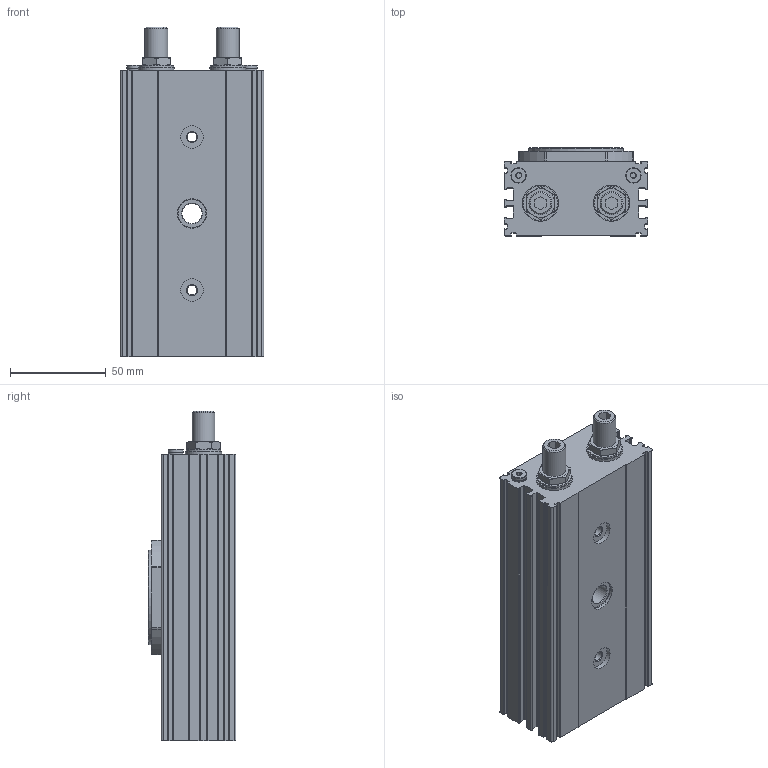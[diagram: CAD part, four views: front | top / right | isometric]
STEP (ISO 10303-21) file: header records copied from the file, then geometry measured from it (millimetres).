
FILE_DESCRIPTION(/* description */ ('STEP AP214'),/* implementation_level */ '2;1');
FILE_NAME(/* name */ '8163613_DRRS-25-180-FH-PA',/* time_stamp */ '2024-08-21T02:47:08+02:00',/* author */ ('License CC BY-ND 4.0'),/* organization */ ('CADENAS'),/* preprocessor_version */ 'ST-DEVELOPER v19.3',/* originating_system */ 'PARTsolutions',/* authorisation */ ' ');
FILE_SCHEMA (('AUTOMOTIVE_DESIGN {1 0 10303 214 3 1 1}'));
Length unit declared in the file: millimetre
Products named in the file (6): 8163613_DRRS-25-180-FH-PA_0400; 8163613 DRRS-25-180-FH-PA---(400h); DIN472-1 26x1.2; 8163613 DRRS-25-180-FH-PA---(400s); 174308 B-M5-B; 8025714 VFFG-T-M5-12---(p)
Assembly tree (10 placements, depth 2):
  8163613_DRRS-25-180-FH-PA_0400
    8163613 DRRS-25-180-FH-PA---(400h)
    DIN472-1 26x1.2  x2
    8163613 DRRS-25-180-FH-PA---(400s)
    174308 B-M5-B  x2
    8025714 VFFG-T-M5-12---(p)  x4
Bounding box: 75 x 46 x 172.5 mm (x, y, z)
Volume: 428655.7 mm3; surface area: 75277.3 mm2
Topology: 10 solids, 10 shells, 597 faces, 1453 edges, 944 vertices
Faces by surface type: cylinder 263, plane 247, cone 68, torus 19
Full cylindrical faces by diameter (mm): 1.2 x4, 2 x4, 4 x4, 4.134 x8, 4.917 x2, 5 x6, 7 x4, 7.2 x2, 7.3 x4, 7.5 x4, 8 x4, 9 x2, 10 x2, 10.5 x1, 12 x6, 15 x3, 15.3 x1, 18 x2, 18.9 x2, 26 x2, 27.2 x2, 40 x2, 49.5 x1, 50 x1
Entity records: 15008 total; most frequent: DIRECTION 2718, CARTESIAN_POINT 2661, ORIENTED_EDGE 2290, EDGE_CURVE 1145, AXIS2_PLACEMENT_3D 1102, VERTEX_POINT 811, EDGE_LOOP 706, FACE_BOUND 706
